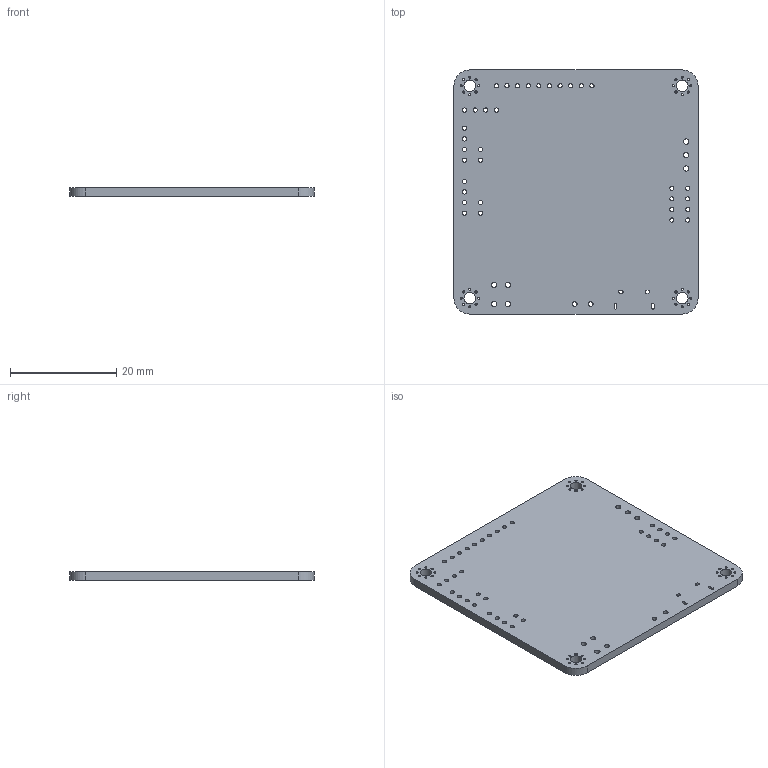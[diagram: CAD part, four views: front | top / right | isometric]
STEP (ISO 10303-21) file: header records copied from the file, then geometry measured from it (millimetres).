
FILE_DESCRIPTION(('KiCad electronic assembly'),'2;1');
FILE_NAME('Kontroller ESP.step','2022-07-24T21:39:13',('Pcbnew'),( 'Kicad'),'Open CASCADE STEP processor 7.6','KiCad to STEP converter' ,'Unknown');
FILE_SCHEMA(('AUTOMOTIVE_DESIGN { 1 0 10303 214 1 1 1 1 }'));
Length unit declared in the file: millimetre
Products named in the file (2): Kontroller ESP 1; Kontroller ESP PCB
Assembly tree (1 placements, depth 2):
  Kontroller ESP 1
    Kontroller ESP PCB
Bounding box: 46 x 46 x 1.61 mm (x, y, z)
Volume: 3314.1 mm3; surface area: 4721.3 mm2
Topology: 1 solids, 1 shells, 105 faces, 309 edges, 206 vertices
Faces by surface type: cylinder 91, plane 14
Full cylindrical faces by diameter (mm): 0.4 x32, 0.8 x34, 0.9 x2, 1 x7, 2.2 x4
Entity records: 8547 total; most frequent: CARTESIAN_POINT 2332, DIRECTION 1141, ORIENTED_EDGE 618, PCURVE 618, DEFINITIONAL_REPRESENTATION 618, LINE 563, VECTOR 563, EDGE_CURVE 309
